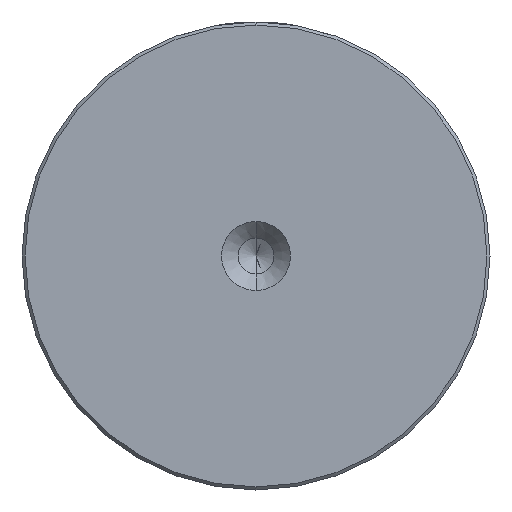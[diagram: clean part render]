
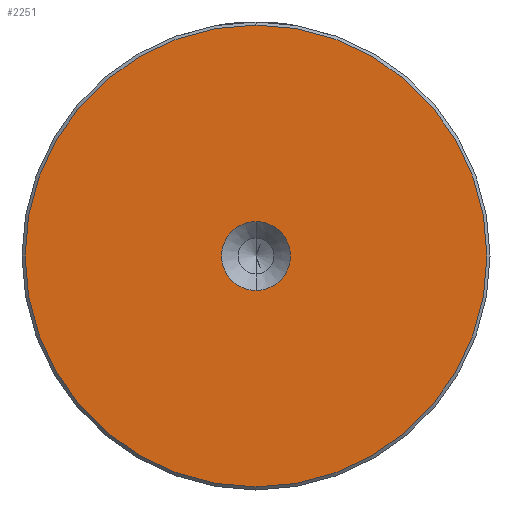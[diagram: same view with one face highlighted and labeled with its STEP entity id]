
A CAD part, left-side view. The second image highlights one B-rep face of the part: STEP entity #2251.
In plain terms, the highlighted planar face has unit normal (-1, 0, 0).
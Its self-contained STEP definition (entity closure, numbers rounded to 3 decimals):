
#62 = EDGE_LOOP ( 'NONE', ( #210, #598 ) ) ;
#74 = EDGE_CURVE ( 'NONE', #1442, #128, #2054, .T. ) ;
#80 = DIRECTION ( 'NONE',  ( -1., 0., 0. ) ) ;
#87 = CIRCLE ( 'NONE', #818, 5.6 ) ;
#113 = ORIENTED_EDGE ( 'NONE', *, *, #1454, .F. ) ;
#128 = VERTEX_POINT ( 'NONE', #2314 ) ;
#210 = ORIENTED_EDGE ( 'NONE', *, *, #2074, .T. ) ;
#270 = DIRECTION ( 'NONE',  ( -1., 0., 0. ) ) ;
#451 = EDGE_LOOP ( 'NONE', ( #113, #917 ) ) ;
#531 = FACE_BOUND ( 'NONE', #451, .T. ) ;
#572 = CARTESIAN_POINT ( 'NONE',  ( 0., 0., 5.6 ) ) ;
#590 = VERTEX_POINT ( 'NONE', #572 ) ;
#598 = ORIENTED_EDGE ( 'NONE', *, *, #74, .T. ) ;
#818 = AXIS2_PLACEMENT_3D ( 'NONE', #1404, #270, #1606 ) ;
#917 = ORIENTED_EDGE ( 'NONE', *, *, #1258, .F. ) ;
#982 = VERTEX_POINT ( 'NONE', #1143 ) ;
#994 = DIRECTION ( 'NONE',  ( -1., 0., 0. ) ) ;
#1043 = DIRECTION ( 'NONE',  ( -1., 0., 0. ) ) ;
#1143 = CARTESIAN_POINT ( 'NONE',  ( 0., 0., -5.6 ) ) ;
#1233 = CARTESIAN_POINT ( 'NONE',  ( 0., 0., 0. ) ) ;
#1236 = CARTESIAN_POINT ( 'NONE',  ( 0., 0., 0. ) ) ;
#1256 = AXIS2_PLACEMENT_3D ( 'NONE', #1233, #80, #1425 ) ;
#1258 = EDGE_CURVE ( 'NONE', #982, #590, #1936, .T. ) ;
#1325 = CARTESIAN_POINT ( 'NONE',  ( 0., 0., 37.5 ) ) ;
#1393 = CIRCLE ( 'NONE', #2173, 37.5 ) ;
#1404 = CARTESIAN_POINT ( 'NONE',  ( 0., 0., 0. ) ) ;
#1425 = DIRECTION ( 'NONE',  ( 0., 0., 1. ) ) ;
#1442 = VERTEX_POINT ( 'NONE', #1325 ) ;
#1454 = EDGE_CURVE ( 'NONE', #590, #982, #87, .T. ) ;
#1550 = FACE_OUTER_BOUND ( 'NONE', #62, .T. ) ;
#1593 = AXIS2_PLACEMENT_3D ( 'NONE', #1236, #1043, #2431 ) ;
#1606 = DIRECTION ( 'NONE',  ( 0., 0., 1. ) ) ;
#1626 = PLANE ( 'NONE',  #1593 ) ;
#1932 = DIRECTION ( 'NONE',  ( 0., 0., 1. ) ) ;
#1936 = CIRCLE ( 'NONE', #1256, 5.6 ) ;
#1939 = CARTESIAN_POINT ( 'NONE',  ( 0., 0., 0. ) ) ;
#1949 = DIRECTION ( 'NONE',  ( -1., 0., 0. ) ) ;
#1974 = AXIS2_PLACEMENT_3D ( 'NONE', #1939, #1949, #1932 ) ;
#2054 = CIRCLE ( 'NONE', #1974, 37.5 ) ;
#2074 = EDGE_CURVE ( 'NONE', #128, #1442, #1393, .T. ) ;
#2169 = CARTESIAN_POINT ( 'NONE',  ( 0., 0., 0. ) ) ;
#2173 = AXIS2_PLACEMENT_3D ( 'NONE', #2169, #994, #2380 ) ;
#2251 = ADVANCED_FACE ( 'NONE', ( #1550, #531 ), #1626, .T. ) ;
#2314 = CARTESIAN_POINT ( 'NONE',  ( 0., 0., -37.5 ) ) ;
#2380 = DIRECTION ( 'NONE',  ( 0., 0., 1. ) ) ;
#2431 = DIRECTION ( 'NONE',  ( 0., 0., 1. ) ) ;
